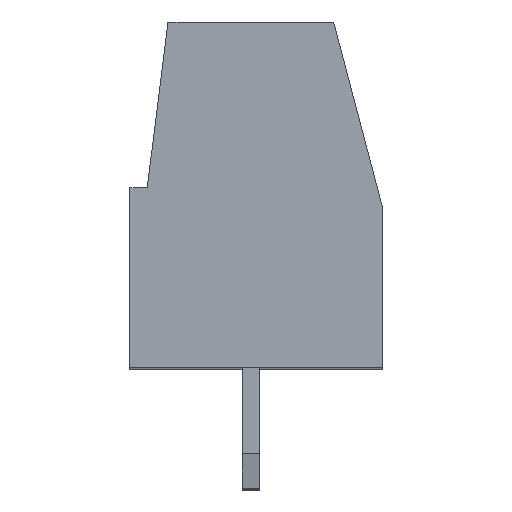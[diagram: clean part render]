
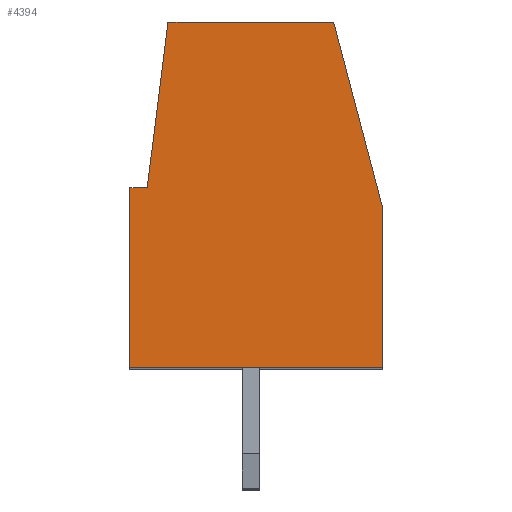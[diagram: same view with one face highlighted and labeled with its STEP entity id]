
A CAD part, top view. The second image highlights one B-rep face of the part: STEP entity #4394.
In plain terms, the highlighted planar face has unit normal (0, 0, 1).
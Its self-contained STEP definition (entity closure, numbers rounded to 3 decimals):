
#13=DIRECTION('',(0.,1.,0.));
#14=VECTOR('',#13,5.2);
#15=CARTESIAN_POINT('',(-3.5,-3.305,30.1));
#16=LINE('',#15,#14);
#17=DIRECTION('',(1.,0.,0.));
#18=VECTOR('',#17,0.5);
#19=CARTESIAN_POINT('',(-3.5,1.895,30.1));
#20=LINE('',#19,#18);
#21=DIRECTION('',(0.124,0.992,0.));
#22=VECTOR('',#21,4.837);
#23=CARTESIAN_POINT('',(-3.,1.895,30.1));
#24=LINE('',#23,#22);
#25=DIRECTION('',(1.,0.,0.));
#26=VECTOR('',#25,4.8);
#27=CARTESIAN_POINT('',(-2.4,6.695,30.1));
#28=LINE('',#27,#26);
#29=DIRECTION('',(0.255,-0.967,0.));
#30=VECTOR('',#29,5.482);
#31=CARTESIAN_POINT('',(2.4,6.695,30.1));
#32=LINE('',#31,#30);
#33=DIRECTION('',(0.,-1.,0.));
#34=VECTOR('',#33,4.7);
#35=CARTESIAN_POINT('',(3.8,1.395,30.1));
#36=LINE('',#35,#34);
#37=DIRECTION('',(-1.,0.,0.));
#38=VECTOR('',#37,7.3);
#39=CARTESIAN_POINT('',(3.8,-3.305,30.1));
#40=LINE('',#39,#38);
#3463=CARTESIAN_POINT('',(-3.5,-3.305,30.1));
#3464=CARTESIAN_POINT('',(-3.5,1.895,30.1));
#3465=VERTEX_POINT('',#3463);
#3466=VERTEX_POINT('',#3464);
#3467=CARTESIAN_POINT('',(3.8,-3.305,30.1));
#3468=VERTEX_POINT('',#3467);
#3469=CARTESIAN_POINT('',(3.8,1.395,30.1));
#3470=VERTEX_POINT('',#3469);
#3471=CARTESIAN_POINT('',(2.4,6.695,30.1));
#3472=VERTEX_POINT('',#3471);
#3473=CARTESIAN_POINT('',(-2.4,6.695,30.1));
#3474=VERTEX_POINT('',#3473);
#3475=CARTESIAN_POINT('',(-3.,1.895,30.1));
#3476=VERTEX_POINT('',#3475);
#4373=CARTESIAN_POINT('',(0.,0.,30.1));
#4374=DIRECTION('',(0.,0.,1.));
#4375=DIRECTION('',(1.,0.,0.));
#4376=AXIS2_PLACEMENT_3D('',#4373,#4374,#4375);
#4377=PLANE('',#4376);
#4379=ORIENTED_EDGE('',*,*,#4378,.T.);
#4381=ORIENTED_EDGE('',*,*,#4380,.T.);
#4383=ORIENTED_EDGE('',*,*,#4382,.T.);
#4385=ORIENTED_EDGE('',*,*,#4384,.T.);
#4387=ORIENTED_EDGE('',*,*,#4386,.T.);
#4389=ORIENTED_EDGE('',*,*,#4388,.T.);
#4391=ORIENTED_EDGE('',*,*,#4390,.T.);
#4392=EDGE_LOOP('',(#4379,#4381,#4383,#4385,#4387,#4389,#4391));
#4393=FACE_OUTER_BOUND('',#4392,.F.);
#4378=EDGE_CURVE('',#3465,#3466,#16,.T.);
#4380=EDGE_CURVE('',#3466,#3476,#20,.T.);
#4382=EDGE_CURVE('',#3476,#3474,#24,.T.);
#4384=EDGE_CURVE('',#3474,#3472,#28,.T.);
#4386=EDGE_CURVE('',#3472,#3470,#32,.T.);
#4388=EDGE_CURVE('',#3470,#3468,#36,.T.);
#4390=EDGE_CURVE('',#3468,#3465,#40,.T.);
#4394=ADVANCED_FACE('',(#4393),#4377,.T.);
